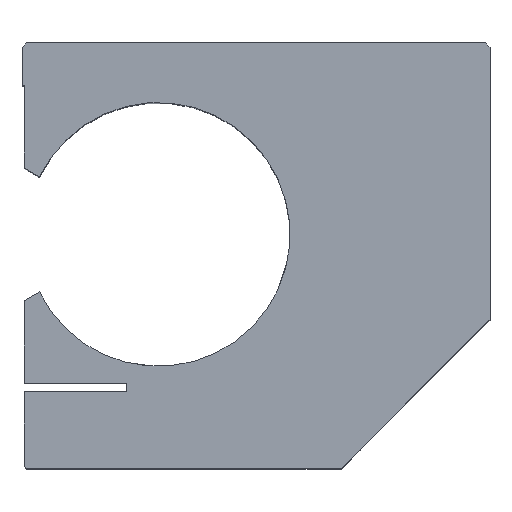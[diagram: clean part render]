
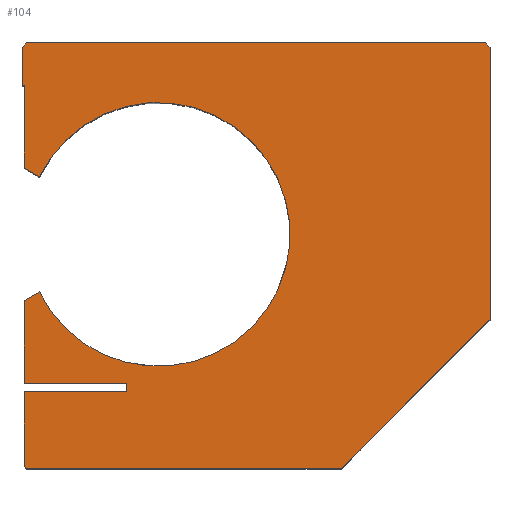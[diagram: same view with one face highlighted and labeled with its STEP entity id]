
A CAD part, top view. The second image highlights one B-rep face of the part: STEP entity #104.
In plain terms, the highlighted planar face has unit normal (0, 0, 1).
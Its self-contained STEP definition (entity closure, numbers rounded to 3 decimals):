
#104 = ADVANCED_FACE( '', ( #232 ), #233, .T. );
#232 = FACE_OUTER_BOUND( '', #379, .T. );
#233 = PLANE( '', #380 );
#379 = EDGE_LOOP( '', ( #617, #618, #619, #620, #621, #622, #623, #624, #625, #626, #627, #628, #629, #630, #631, #632, #633, #634 ) );
#380 = AXIS2_PLACEMENT_3D( '', #635, #636, #637 );
#617 = ORIENTED_EDGE( '', *, *, #801, .T. );
#618 = ORIENTED_EDGE( '', *, *, #844, .T. );
#619 = ORIENTED_EDGE( '', *, *, #837, .T. );
#620 = ORIENTED_EDGE( '', *, *, #804, .T. );
#621 = ORIENTED_EDGE( '', *, *, #797, .T. );
#622 = ORIENTED_EDGE( '', *, *, #845, .F. );
#623 = ORIENTED_EDGE( '', *, *, #846, .T. );
#624 = ORIENTED_EDGE( '', *, *, #841, .T. );
#625 = ORIENTED_EDGE( '', *, *, #847, .T. );
#626 = ORIENTED_EDGE( '', *, *, #848, .T. );
#627 = ORIENTED_EDGE( '', *, *, #849, .T. );
#628 = ORIENTED_EDGE( '', *, *, #759, .T. );
#629 = ORIENTED_EDGE( '', *, *, #777, .T. );
#630 = ORIENTED_EDGE( '', *, *, #812, .T. );
#631 = ORIENTED_EDGE( '', *, *, #850, .T. );
#632 = ORIENTED_EDGE( '', *, *, #825, .T. );
#633 = ORIENTED_EDGE( '', *, *, #831, .T. );
#634 = ORIENTED_EDGE( '', *, *, #828, .T. );
#635 = CARTESIAN_POINT( '', ( -23., 55., 91. ) );
#636 = DIRECTION( '', ( 0., 0., 1. ) );
#637 = DIRECTION( '', ( 1., 0., 0. ) );
#759 = EDGE_CURVE( '', #881, #879, #882, .T. );
#777 = EDGE_CURVE( '', #879, #909, #911, .T. );
#797 = EDGE_CURVE( '', #947, #945, #948, .T. );
#801 = EDGE_CURVE( '', #953, #951, #954, .T. );
#804 = EDGE_CURVE( '', #957, #947, #958, .T. );
#812 = EDGE_CURVE( '', #909, #968, #970, .T. );
#825 = EDGE_CURVE( '', #991, #989, #992, .T. );
#828 = EDGE_CURVE( '', #995, #953, #996, .T. );
#831 = EDGE_CURVE( '', #989, #995, #999, .T. );
#837 = EDGE_CURVE( '', #1007, #957, #1008, .T. );
#841 = EDGE_CURVE( '', #1013, #1011, #1014, .T. );
#844 = EDGE_CURVE( '', #951, #1007, #1017, .T. );
#845 = EDGE_CURVE( '', #1018, #945, #1019, .T. );
#846 = EDGE_CURVE( '', #1018, #1013, #1020, .T. );
#847 = EDGE_CURVE( '', #1011, #1021, #1022, .T. );
#848 = EDGE_CURVE( '', #1021, #1023, #1024, .T. );
#849 = EDGE_CURVE( '', #1023, #881, #1025, .T. );
#850 = EDGE_CURVE( '', #968, #991, #1026, .T. );
#879 = VERTEX_POINT( '', #1060 );
#881 = VERTEX_POINT( '', #1063 );
#882 = LINE( '', #1064, #1065 );
#909 = VERTEX_POINT( '', #1094 );
#911 = LINE( '', #1097, #1098 );
#945 = VERTEX_POINT( '', #1147 );
#947 = VERTEX_POINT( '', #1150 );
#948 = LINE( '', #1151, #1152 );
#951 = VERTEX_POINT( '', #1156 );
#953 = VERTEX_POINT( '', #1159 );
#954 = LINE( '', #1160, #1161 );
#957 = VERTEX_POINT( '', #1165 );
#958 = LINE( '', #1166, #1167 );
#968 = VERTEX_POINT( '', #1217 );
#970 = LINE( '', #1220, #1221 );
#989 = VERTEX_POINT( '', #1242 );
#991 = VERTEX_POINT( '', #1245 );
#992 = LINE( '', #1246, #1247 );
#995 = VERTEX_POINT( '', #1251 );
#996 = LINE( '', #1252, #1253 );
#999 = LINE( '', #1257, #1258 );
#1007 = VERTEX_POINT( '', #1323 );
#1008 = LINE( '', #1324, #1325 );
#1011 = VERTEX_POINT( '', #1329 );
#1013 = VERTEX_POINT( '', #1332 );
#1014 = LINE( '', #1333, #1334 );
#1017 = LINE( '', #1338, #1339 );
#1018 = VERTEX_POINT( '', #1340 );
#1019 = CIRCLE( '', #1341, 31. );
#1020 = LINE( '', #1342, #1343 );
#1021 = VERTEX_POINT( '', #1344 );
#1022 = LINE( '', #1345, #1346 );
#1023 = VERTEX_POINT( '', #1347 );
#1024 = LINE( '', #1348, #1349 );
#1025 = LINE( '', #1350, #1351 );
#1026 = LINE( '', #1352, #1353 );
#1060 = CARTESIAN_POINT( '', ( -54.5, 0.5, 91. ) );
#1063 = CARTESIAN_POINT( '', ( -54.5, 18., 91. ) );
#1064 = CARTESIAN_POINT( '', ( -54.5, 18., 91. ) );
#1065 = VECTOR( '', #1387, 1000. );
#1094 = CARTESIAN_POINT( '', ( -54., 0., 91. ) );
#1097 = CARTESIAN_POINT( '', ( -54.5, 0.5, 91. ) );
#1098 = VECTOR( '', #1418, 1000. );
#1147 = CARTESIAN_POINT( '', ( -50.906, 68.5, 91. ) );
#1150 = CARTESIAN_POINT( '', ( -54.5, 70.575, 91. ) );
#1151 = CARTESIAN_POINT( '', ( -54.5, 70.575, 91. ) );
#1152 = VECTOR( '', #1438, 1000. );
#1156 = CARTESIAN_POINT( '', ( -55., 99., 91. ) );
#1159 = CARTESIAN_POINT( '', ( -54., 100., 91. ) );
#1160 = CARTESIAN_POINT( '', ( -54., 100., 91. ) );
#1161 = VECTOR( '', #1441, 1000. );
#1165 = CARTESIAN_POINT( '', ( -54.5, 90., 91. ) );
#1166 = CARTESIAN_POINT( '', ( -54.5, 90., 91. ) );
#1167 = VECTOR( '', #1443, 1000. );
#1217 = CARTESIAN_POINT( '', ( 20., 0., 91. ) );
#1220 = CARTESIAN_POINT( '', ( -54., 0., 91. ) );
#1221 = VECTOR( '', #1452, 1000. );
#1242 = CARTESIAN_POINT( '', ( 55., 99., 91. ) );
#1245 = CARTESIAN_POINT( '', ( 55., 35., 91. ) );
#1246 = CARTESIAN_POINT( '', ( 55., 35., 91. ) );
#1247 = VECTOR( '', #1474, 1000. );
#1251 = CARTESIAN_POINT( '', ( 54., 100., 91. ) );
#1252 = CARTESIAN_POINT( '', ( 54., 100., 91. ) );
#1253 = VECTOR( '', #1476, 1000. );
#1257 = CARTESIAN_POINT( '', ( 55., 99., 91. ) );
#1258 = VECTOR( '', #1478, 1000. );
#1323 = CARTESIAN_POINT( '', ( -55., 90., 91. ) );
#1324 = CARTESIAN_POINT( '', ( -55., 90., 91. ) );
#1325 = VECTOR( '', #1482, 1000. );
#1329 = CARTESIAN_POINT( '', ( -54.5, 20., 91. ) );
#1332 = CARTESIAN_POINT( '', ( -54.5, 39.425, 91. ) );
#1333 = CARTESIAN_POINT( '', ( -54.5, 39.425, 91. ) );
#1334 = VECTOR( '', #1485, 1000. );
#1338 = CARTESIAN_POINT( '', ( -55., 99., 91. ) );
#1339 = VECTOR( '', #1487, 1000. );
#1340 = CARTESIAN_POINT( '', ( -50.906, 41.5, 91. ) );
#1341 = AXIS2_PLACEMENT_3D( '', #1488, #1489, #1490 );
#1342 = CARTESIAN_POINT( '', ( -50.906, 41.5, 91. ) );
#1343 = VECTOR( '', #1491, 1000. );
#1344 = CARTESIAN_POINT( '', ( -30.5, 20., 91. ) );
#1345 = CARTESIAN_POINT( '', ( -54.5, 20., 91. ) );
#1346 = VECTOR( '', #1492, 1000. );
#1347 = CARTESIAN_POINT( '', ( -30.5, 18., 91. ) );
#1348 = CARTESIAN_POINT( '', ( -30.5, 20., 91. ) );
#1349 = VECTOR( '', #1493, 1000. );
#1350 = CARTESIAN_POINT( '', ( -30.5, 18., 91. ) );
#1351 = VECTOR( '', #1494, 1000. );
#1352 = CARTESIAN_POINT( '', ( 20., 0., 91. ) );
#1353 = VECTOR( '', #1495, 1000. );
#1387 = DIRECTION( '', ( 0., -1., 0. ) );
#1418 = DIRECTION( '', ( 0.707, -0.707, 0. ) );
#1438 = DIRECTION( '', ( 0.866, -0.5, 0. ) );
#1441 = DIRECTION( '', ( -0.707, -0.707, 0. ) );
#1443 = DIRECTION( '', ( 0., -1., 0. ) );
#1452 = DIRECTION( '', ( 1., 0., 0. ) );
#1474 = DIRECTION( '', ( 0., 1., 0. ) );
#1476 = DIRECTION( '', ( -1., 0., 0. ) );
#1478 = DIRECTION( '', ( -0.707, 0.707, 0. ) );
#1482 = DIRECTION( '', ( 1., 0., 0. ) );
#1485 = DIRECTION( '', ( 0., -1., 0. ) );
#1487 = DIRECTION( '', ( 0., -1., 0. ) );
#1488 = CARTESIAN_POINT( '', ( -23., 55., 91. ) );
#1489 = DIRECTION( '', ( 0., 0., 1. ) );
#1490 = DIRECTION( '', ( 1., 0., 0. ) );
#1491 = DIRECTION( '', ( -0.866, -0.5, 0. ) );
#1492 = DIRECTION( '', ( 1., 0., 0. ) );
#1493 = DIRECTION( '', ( 0., -1., 0. ) );
#1494 = DIRECTION( '', ( -1., 0., 0. ) );
#1495 = DIRECTION( '', ( 0.707, 0.707, 0. ) );
